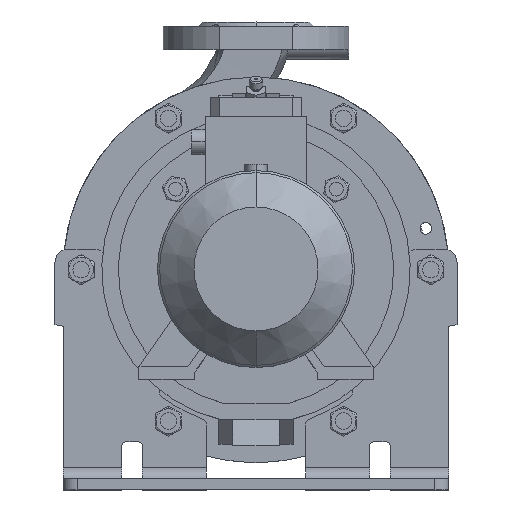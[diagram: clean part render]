
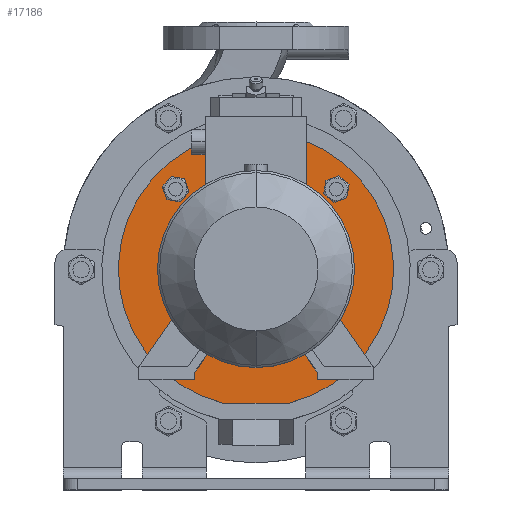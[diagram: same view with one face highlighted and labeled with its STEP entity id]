
A CAD part, top view. The second image highlights one B-rep face of the part: STEP entity #17186.
In plain terms, the highlighted planar face has unit normal (0, 0, 1).
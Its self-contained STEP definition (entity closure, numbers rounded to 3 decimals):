
#19 = ORIENTED_EDGE ( 'NONE', *, *, #53619, .T. ) ;
#261 = CARTESIAN_POINT ( 'NONE',  ( -58.336, 58.336, 168. ) ) ;
#684 = ORIENTED_EDGE ( 'NONE', *, *, #25951, .T. ) ;
#841 = DIRECTION ( 'NONE',  ( 0., 0., 1. ) ) ;
#1382 = CARTESIAN_POINT ( 'NONE',  ( -50.384, 56.934, 168. ) ) ;
#1422 = DIRECTION ( 'NONE',  ( 0., 1., 0. ) ) ;
#2039 = AXIS2_PLACEMENT_3D ( 'NONE', #8806, #8981, #48202 ) ;
#2124 = DIRECTION ( 'NONE',  ( 0., 0., 1. ) ) ;
#2635 = FACE_BOUND ( 'NONE', #7703, .T. ) ;
#3357 = FACE_BOUND ( 'NONE', #28711, .T. ) ;
#3557 = VERTEX_POINT ( 'NONE', #33549 ) ;
#3805 = CARTESIAN_POINT ( 'NONE',  ( 58.336, -58.336, 168. ) ) ;
#4829 = AXIS2_PLACEMENT_3D ( 'NONE', #40611, #2124, #36608 ) ;
#4864 = EDGE_CURVE ( 'NONE', #3557, #20440, #45649, .T. ) ;
#5381 = DIRECTION ( 'NONE',  ( 0., -1., 0. ) ) ;
#5599 = DIRECTION ( 'NONE',  ( 0., 0., -1. ) ) ;
#5965 = EDGE_CURVE ( 'NONE', #10446, #32593, #29427, .T. ) ;
#6306 = DIRECTION ( 'NONE',  ( 1., 0., 0. ) ) ;
#6608 = CIRCLE ( 'NONE', #31175, 100. ) ;
#7703 = EDGE_LOOP ( 'NONE', ( #16360, #32360 ) ) ;
#8421 = CIRCLE ( 'NONE', #34261, 8.075 ) ;
#8806 = CARTESIAN_POINT ( 'NONE',  ( 0., 0., 168. ) ) ;
#8981 = DIRECTION ( 'NONE',  ( 0., 0., -1. ) ) ;
#9168 = AXIS2_PLACEMENT_3D ( 'NONE', #38341, #56349, #25307 ) ;
#9235 = CARTESIAN_POINT ( 'NONE',  ( -24.31, -97., 168. ) ) ;
#9373 = EDGE_CURVE ( 'NONE', #32593, #10446, #8421, .T. ) ;
#9844 = VERTEX_POINT ( 'NONE', #47346 ) ;
#9988 = CARTESIAN_POINT ( 'NONE',  ( 24.31, -97., 168. ) ) ;
#10446 = VERTEX_POINT ( 'NONE', #55269 ) ;
#10453 = ORIENTED_EDGE ( 'NONE', *, *, #32834, .F. ) ;
#11417 = DIRECTION ( 'NONE',  ( 0., 1., 0. ) ) ;
#12202 = FACE_BOUND ( 'NONE', #18255, .T. ) ;
#12556 = EDGE_CURVE ( 'NONE', #18350, #34423, #6608, .T. ) ;
#12984 = ORIENTED_EDGE ( 'NONE', *, *, #23601, .F. ) ;
#14084 = DIRECTION ( 'NONE',  ( 0., 0., 1. ) ) ;
#15031 = AXIS2_PLACEMENT_3D ( 'NONE', #3805, #43606, #38860 ) ;
#15729 = CIRCLE ( 'NONE', #28196, 8.075 ) ;
#16317 = EDGE_CURVE ( 'NONE', #45548, #34669, #15729, .T. ) ;
#16360 = ORIENTED_EDGE ( 'NONE', *, *, #53873, .F. ) ;
#17083 = CARTESIAN_POINT ( 'NONE',  ( -58.336, -58.336, 168. ) ) ;
#17186 = ADVANCED_FACE ( 'NONE', ( #38132, #2635, #3357, #29231, #40129, #12202 ), #42297, .T. ) ;
#18112 = CARTESIAN_POINT ( 'NONE',  ( -58.336, 58.336, 168. ) ) ;
#18255 = EDGE_LOOP ( 'NONE', ( #25803, #684 ) ) ;
#18350 = VERTEX_POINT ( 'NONE', #50564 ) ;
#18722 = ORIENTED_EDGE ( 'NONE', *, *, #46099, .F. ) ;
#19937 = CARTESIAN_POINT ( 'NONE',  ( 0., 100., 168. ) ) ;
#20063 = AXIS2_PLACEMENT_3D ( 'NONE', #31282, #841, #22311 ) ;
#20160 = CARTESIAN_POINT ( 'NONE',  ( -100., -97., 168. ) ) ;
#20440 = VERTEX_POINT ( 'NONE', #22922 ) ;
#20609 = CARTESIAN_POINT ( 'NONE',  ( -66.289, 59.739, 168. ) ) ;
#22009 = DIRECTION ( 'NONE',  ( 0., -1., 0. ) ) ;
#22311 = DIRECTION ( 'NONE',  ( 0., -1., 0. ) ) ;
#22922 = CARTESIAN_POINT ( 'NONE',  ( 59.739, 66.289, 168. ) ) ;
#23171 = CIRCLE ( 'NONE', #2039, 100. ) ;
#23601 = EDGE_CURVE ( 'NONE', #45046, #18350, #23171, .T. ) ;
#23856 = DIRECTION ( 'NONE',  ( 0., -1., 0. ) ) ;
#24218 = CARTESIAN_POINT ( 'NONE',  ( -58.336, -58.336, 168. ) ) ;
#24276 = DIRECTION ( 'NONE',  ( 0., 0., 1. ) ) ;
#24483 = ORIENTED_EDGE ( 'NONE', *, *, #9373, .T. ) ;
#25307 = DIRECTION ( 'NONE',  ( 0., 1., 0. ) ) ;
#25614 = CARTESIAN_POINT ( 'NONE',  ( 50.384, -56.934, 168. ) ) ;
#25803 = ORIENTED_EDGE ( 'NONE', *, *, #29230, .T. ) ;
#25951 = EDGE_CURVE ( 'NONE', #9844, #31582, #36358, .T. ) ;
#25981 = AXIS2_PLACEMENT_3D ( 'NONE', #24218, #50171, #23856 ) ;
#27287 = CARTESIAN_POINT ( 'NONE',  ( 0., 0., 168. ) ) ;
#27901 = CIRCLE ( 'NONE', #43068, 8.075 ) ;
#28196 = AXIS2_PLACEMENT_3D ( 'NONE', #261, #48060, #5381 ) ;
#28711 = EDGE_LOOP ( 'NONE', ( #32765, #10453 ) ) ;
#29230 = EDGE_CURVE ( 'NONE', #31582, #9844, #31897, .T. ) ;
#29231 = FACE_BOUND ( 'NONE', #44877, .T. ) ;
#29427 = CIRCLE ( 'NONE', #25981, 8.075 ) ;
#31175 = AXIS2_PLACEMENT_3D ( 'NONE', #27287, #5599, #1422 ) ;
#31282 = CARTESIAN_POINT ( 'NONE',  ( 58.336, 58.336, 168. ) ) ;
#31582 = VERTEX_POINT ( 'NONE', #54487 ) ;
#31897 = CIRCLE ( 'NONE', #9168, 70. ) ;
#32074 = DIRECTION ( 'NONE',  ( 0., 0., 1. ) ) ;
#32360 = ORIENTED_EDGE ( 'NONE', *, *, #32660, .F. ) ;
#32593 = VERTEX_POINT ( 'NONE', #40107 ) ;
#32660 = EDGE_CURVE ( 'NONE', #50900, #50190, #50064, .T. ) ;
#32765 = ORIENTED_EDGE ( 'NONE', *, *, #4864, .F. ) ;
#32834 = EDGE_CURVE ( 'NONE', #20440, #3557, #40486, .T. ) ;
#33269 = DIRECTION ( 'NONE',  ( 0., -1., 0. ) ) ;
#33549 = CARTESIAN_POINT ( 'NONE',  ( 56.934, 50.384, 168. ) ) ;
#33705 = ORIENTED_EDGE ( 'NONE', *, *, #5965, .T. ) ;
#34261 = AXIS2_PLACEMENT_3D ( 'NONE', #17083, #52158, #22009 ) ;
#34423 = VERTEX_POINT ( 'NONE', #9988 ) ;
#34669 = VERTEX_POINT ( 'NONE', #20609 ) ;
#36358 = CIRCLE ( 'NONE', #54727, 70. ) ;
#36608 = DIRECTION ( 'NONE',  ( 0., -1., 0. ) ) ;
#38132 = FACE_BOUND ( 'NONE', #41854, .T. ) ;
#38341 = CARTESIAN_POINT ( 'NONE',  ( 0., 0., 168. ) ) ;
#38860 = DIRECTION ( 'NONE',  ( 0., -1., 0. ) ) ;
#40107 = CARTESIAN_POINT ( 'NONE',  ( -56.934, -50.384, 168. ) ) ;
#40129 = FACE_OUTER_BOUND ( 'NONE', #52331, .T. ) ;
#40486 = CIRCLE ( 'NONE', #4829, 8.075 ) ;
#40611 = CARTESIAN_POINT ( 'NONE',  ( 58.336, 58.336, 168. ) ) ;
#41854 = EDGE_LOOP ( 'NONE', ( #24483, #33705 ) ) ;
#42085 = ORIENTED_EDGE ( 'NONE', *, *, #16317, .F. ) ;
#42297 = PLANE ( 'NONE',  #45826 ) ;
#43068 = AXIS2_PLACEMENT_3D ( 'NONE', #18112, #14084, #44590 ) ;
#43606 = DIRECTION ( 'NONE',  ( 0., 0., 1. ) ) ;
#44590 = DIRECTION ( 'NONE',  ( 0., -1., 0. ) ) ;
#44877 = EDGE_LOOP ( 'NONE', ( #42085, #18722 ) ) ;
#45046 = VERTEX_POINT ( 'NONE', #9235 ) ;
#45548 = VERTEX_POINT ( 'NONE', #1382 ) ;
#45649 = CIRCLE ( 'NONE', #20063, 8.075 ) ;
#45826 = AXIS2_PLACEMENT_3D ( 'NONE', #19937, #24276, #33269 ) ;
#46080 = CARTESIAN_POINT ( 'NONE',  ( 0., 0., 168. ) ) ;
#46099 = EDGE_CURVE ( 'NONE', #34669, #45548, #27901, .T. ) ;
#47346 = CARTESIAN_POINT ( 'NONE',  ( 0., -70., 168. ) ) ;
#48060 = DIRECTION ( 'NONE',  ( 0., 0., 1. ) ) ;
#48202 = DIRECTION ( 'NONE',  ( 0., 1., 0. ) ) ;
#49536 = CARTESIAN_POINT ( 'NONE',  ( 66.289, -59.739, 168. ) ) ;
#49653 = ORIENTED_EDGE ( 'NONE', *, *, #12556, .F. ) ;
#49887 = AXIS2_PLACEMENT_3D ( 'NONE', #53808, #32074, #53620 ) ;
#50064 = CIRCLE ( 'NONE', #49887, 8.075 ) ;
#50171 = DIRECTION ( 'NONE',  ( 0., 0., -1. ) ) ;
#50190 = VERTEX_POINT ( 'NONE', #25614 ) ;
#50244 = DIRECTION ( 'NONE',  ( 0., 0., -1. ) ) ;
#50564 = CARTESIAN_POINT ( 'NONE',  ( 0., 100., 168. ) ) ;
#50864 = LINE ( 'NONE', #20160, #54265 ) ;
#50900 = VERTEX_POINT ( 'NONE', #49536 ) ;
#52158 = DIRECTION ( 'NONE',  ( 0., 0., -1. ) ) ;
#52331 = EDGE_LOOP ( 'NONE', ( #19, #49653, #12984 ) ) ;
#53619 = EDGE_CURVE ( 'NONE', #45046, #34423, #50864, .T. ) ;
#53620 = DIRECTION ( 'NONE',  ( 0., -1., 0. ) ) ;
#53808 = CARTESIAN_POINT ( 'NONE',  ( 58.336, -58.336, 168. ) ) ;
#53873 = EDGE_CURVE ( 'NONE', #50190, #50900, #55570, .T. ) ;
#54265 = VECTOR ( 'NONE', #6306, 1000. ) ;
#54487 = CARTESIAN_POINT ( 'NONE',  ( 0., 70., 168. ) ) ;
#54727 = AXIS2_PLACEMENT_3D ( 'NONE', #46080, #50244, #11417 ) ;
#55269 = CARTESIAN_POINT ( 'NONE',  ( -59.739, -66.289, 168. ) ) ;
#55570 = CIRCLE ( 'NONE', #15031, 8.075 ) ;
#56349 = DIRECTION ( 'NONE',  ( 0., 0., -1. ) ) ;
